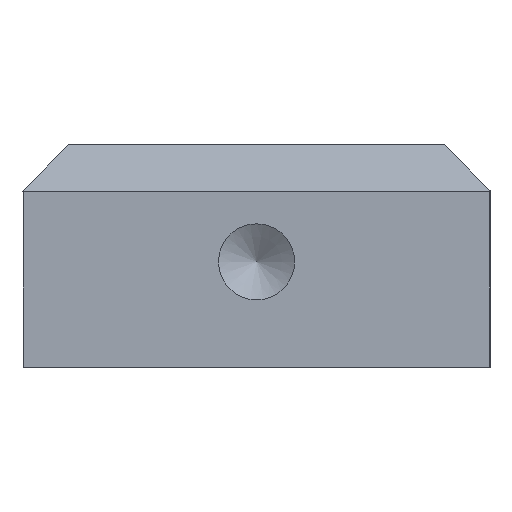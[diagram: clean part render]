
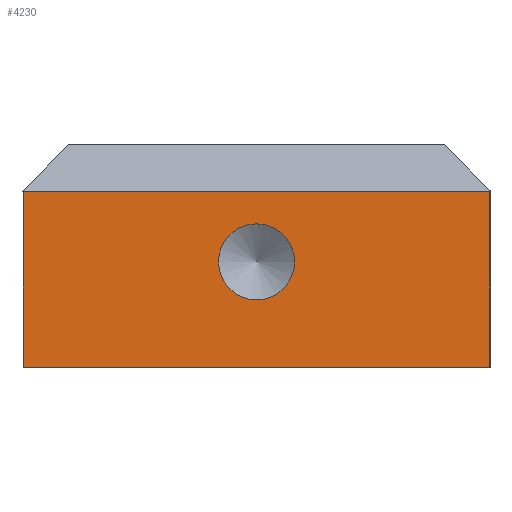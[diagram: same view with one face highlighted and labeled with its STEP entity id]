
A CAD part, front view. The second image highlights one B-rep face of the part: STEP entity #4230.
In plain terms, the highlighted planar face has unit normal (0, -1, 0).
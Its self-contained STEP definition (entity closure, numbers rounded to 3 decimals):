
#28=FACE_BOUND('',#543,.T.);
#123=PLANE('',#4535);
#309=FACE_OUTER_BOUND('',#542,.T.);
#542=EDGE_LOOP('',(#3242,#3243,#3244,#3245));
#543=EDGE_LOOP('',(#3246));
#838=CIRCLE('',#4536,1.621);
#975=LINE('',#6518,#1411);
#1085=LINE('',#7542,#1521);
#1086=LINE('',#7544,#1522);
#1087=LINE('',#7545,#1523);
#1411=VECTOR('',#5003,10.);
#1521=VECTOR('',#5231,10.);
#1522=VECTOR('',#5232,10.);
#1523=VECTOR('',#5233,10.);
#1897=VERTEX_POINT('',#6512);
#1899=VERTEX_POINT('',#6516);
#1970=VERTEX_POINT('',#7541);
#1971=VERTEX_POINT('',#7543);
#1972=VERTEX_POINT('',#7546);
#2329=EDGE_CURVE('',#1897,#1899,#975,.T.);
#2467=EDGE_CURVE('',#1899,#1970,#1085,.T.);
#2468=EDGE_CURVE('',#1970,#1971,#1086,.F.);
#2469=EDGE_CURVE('',#1897,#1971,#1087,.T.);
#2470=EDGE_CURVE('',#1972,#1972,#838,.T.);
#3242=ORIENTED_EDGE('',*,*,#2329,.T.);
#3243=ORIENTED_EDGE('',*,*,#2467,.T.);
#3244=ORIENTED_EDGE('',*,*,#2468,.T.);
#3245=ORIENTED_EDGE('',*,*,#2469,.F.);
#3246=ORIENTED_EDGE('',*,*,#2470,.T.);
#4230=ADVANCED_FACE('',(#309,#28),#123,.T.);
#4535=AXIS2_PLACEMENT_3D('',#7540,#5229,#5230);
#4536=AXIS2_PLACEMENT_3D('',#7547,#5234,#5235);
#5003=DIRECTION('',(0.,0.,-1.));
#5229=DIRECTION('center_axis',(0.,-1.,0.));
#5230=DIRECTION('ref_axis',(1.,0.,0.));
#5231=DIRECTION('',(1.,0.,0.));
#5232=DIRECTION('',(0.,0.,-1.));
#5233=DIRECTION('',(1.,0.,0.));
#5234=DIRECTION('center_axis',(0.,1.,0.));
#5235=DIRECTION('ref_axis',(1.,0.,0.));
#6512=CARTESIAN_POINT('',(-9.95,-94.,7.5));
#6516=CARTESIAN_POINT('',(-9.95,-94.,0.));
#6518=CARTESIAN_POINT('',(-9.95,-94.,0.));
#7540=CARTESIAN_POINT('Origin',(-10.,-94.,0.));
#7541=CARTESIAN_POINT('',(9.95,-94.,0.));
#7542=CARTESIAN_POINT('',(-10.,-94.,0.));
#7543=CARTESIAN_POINT('',(9.95,-94.,7.5));
#7544=CARTESIAN_POINT('',(9.95,-94.,0.));
#7545=CARTESIAN_POINT('',(-5.,-94.,7.5));
#7546=CARTESIAN_POINT('',(-1.621,-94.,4.5));
#7547=CARTESIAN_POINT('Origin',(0.,-94.,4.5));
